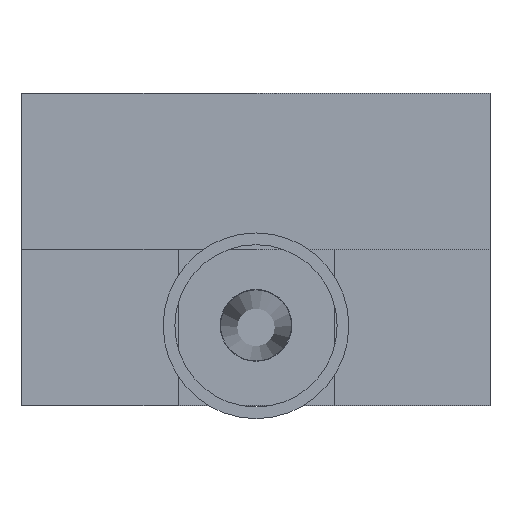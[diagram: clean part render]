
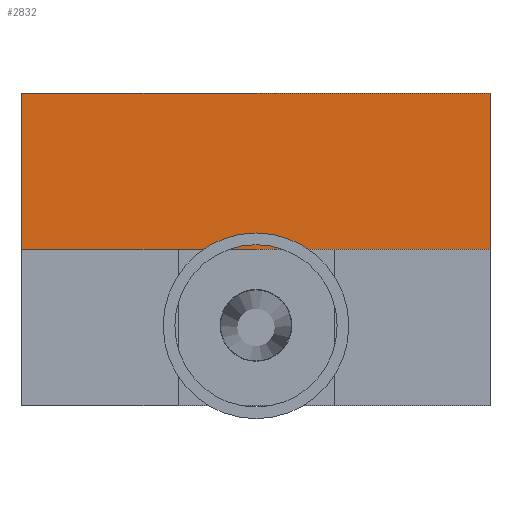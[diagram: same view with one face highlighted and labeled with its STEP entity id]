
A CAD part, top view. The second image highlights one B-rep face of the part: STEP entity #2832.
In plain terms, the highlighted planar face has unit normal (0, 0, 1).
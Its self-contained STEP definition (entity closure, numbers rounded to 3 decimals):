
#2518 = VERTEX_POINT('',#2519);
#2519 = CARTESIAN_POINT('',(-1200.,-400.,500.));
#2526 = PLANE('',#2527);
#2527 = AXIS2_PLACEMENT_3D('',#2528,#2529,#2530);
#2528 = CARTESIAN_POINT('',(-1200.,-400.,-500.));
#2529 = DIRECTION('',(1.,0.,0.));
#2530 = DIRECTION('',(0.,0.,1.));
#2538 = PLANE('',#2539);
#2539 = AXIS2_PLACEMENT_3D('',#2540,#2541,#2542);
#2540 = CARTESIAN_POINT('',(-1200.,-400.,-500.));
#2541 = DIRECTION('',(0.,1.,0.));
#2542 = DIRECTION('',(0.,0.,1.));
#2579 = VERTEX_POINT('',#2580);
#2580 = CARTESIAN_POINT('',(-1200.,400.,500.));
#2594 = PLANE('',#2595);
#2595 = AXIS2_PLACEMENT_3D('',#2596,#2597,#2598);
#2596 = CARTESIAN_POINT('',(-1200.,400.,-500.));
#2597 = DIRECTION('',(0.,1.,0.));
#2598 = DIRECTION('',(0.,0.,1.));
#2606 = EDGE_CURVE('',#2518,#2579,#2607,.T.);
#2607 = SURFACE_CURVE('',#2608,(#2612,#2619),.PCURVE_S1.);
#2608 = LINE('',#2609,#2610);
#2609 = CARTESIAN_POINT('',(-1200.,-400.,500.));
#2610 = VECTOR('',#2611,1.);
#2611 = DIRECTION('',(0.,1.,0.));
#2612 = PCURVE('',#2526,#2613);
#2613 = DEFINITIONAL_REPRESENTATION('',(#2614),#2618);
#2614 = LINE('',#2615,#2616);
#2615 = CARTESIAN_POINT('',(1000.,0.));
#2616 = VECTOR('',#2617,1.);
#2617 = DIRECTION('',(0.,-1.));
#2618 = ( GEOMETRIC_REPRESENTATION_CONTEXT(2) 
PARAMETRIC_REPRESENTATION_CONTEXT() REPRESENTATION_CONTEXT('2D SPACE',''
  ) );
#2619 = PCURVE('',#2620,#2625);
#2620 = PLANE('',#2621);
#2621 = AXIS2_PLACEMENT_3D('',#2622,#2623,#2624);
#2622 = CARTESIAN_POINT('',(-1200.,-400.,500.));
#2623 = DIRECTION('',(0.,0.,1.));
#2624 = DIRECTION('',(1.,0.,0.));
#2625 = DEFINITIONAL_REPRESENTATION('',(#2626),#2630);
#2626 = LINE('',#2627,#2628);
#2627 = CARTESIAN_POINT('',(0.,0.));
#2628 = VECTOR('',#2629,1.);
#2629 = DIRECTION('',(0.,1.));
#2630 = ( GEOMETRIC_REPRESENTATION_CONTEXT(2) 
PARAMETRIC_REPRESENTATION_CONTEXT() REPRESENTATION_CONTEXT('2D SPACE',''
  ) );
#2638 = VERTEX_POINT('',#2639);
#2639 = CARTESIAN_POINT('',(1200.,-400.,500.));
#2646 = PLANE('',#2647);
#2647 = AXIS2_PLACEMENT_3D('',#2648,#2649,#2650);
#2648 = CARTESIAN_POINT('',(1200.,-400.,-500.));
#2649 = DIRECTION('',(1.,0.,0.));
#2650 = DIRECTION('',(0.,0.,1.));
#2689 = VERTEX_POINT('',#2690);
#2690 = CARTESIAN_POINT('',(1200.,400.,500.));
#2711 = EDGE_CURVE('',#2638,#2689,#2712,.T.);
#2712 = SURFACE_CURVE('',#2713,(#2717,#2724),.PCURVE_S1.);
#2713 = LINE('',#2714,#2715);
#2714 = CARTESIAN_POINT('',(1200.,-400.,500.));
#2715 = VECTOR('',#2716,1.);
#2716 = DIRECTION('',(0.,1.,0.));
#2717 = PCURVE('',#2646,#2718);
#2718 = DEFINITIONAL_REPRESENTATION('',(#2719),#2723);
#2719 = LINE('',#2720,#2721);
#2720 = CARTESIAN_POINT('',(1000.,0.));
#2721 = VECTOR('',#2722,1.);
#2722 = DIRECTION('',(0.,-1.));
#2723 = ( GEOMETRIC_REPRESENTATION_CONTEXT(2) 
PARAMETRIC_REPRESENTATION_CONTEXT() REPRESENTATION_CONTEXT('2D SPACE',''
  ) );
#2724 = PCURVE('',#2620,#2725);
#2725 = DEFINITIONAL_REPRESENTATION('',(#2726),#2730);
#2726 = LINE('',#2727,#2728);
#2727 = CARTESIAN_POINT('',(2400.,0.));
#2728 = VECTOR('',#2729,1.);
#2729 = DIRECTION('',(0.,1.));
#2730 = ( GEOMETRIC_REPRESENTATION_CONTEXT(2) 
PARAMETRIC_REPRESENTATION_CONTEXT() REPRESENTATION_CONTEXT('2D SPACE',''
  ) );
#2757 = EDGE_CURVE('',#2518,#2638,#2758,.T.);
#2758 = SURFACE_CURVE('',#2759,(#2763,#2770),.PCURVE_S1.);
#2759 = LINE('',#2760,#2761);
#2760 = CARTESIAN_POINT('',(-1200.,-400.,500.));
#2761 = VECTOR('',#2762,1.);
#2762 = DIRECTION('',(1.,0.,0.));
#2763 = PCURVE('',#2538,#2764);
#2764 = DEFINITIONAL_REPRESENTATION('',(#2765),#2769);
#2765 = LINE('',#2766,#2767);
#2766 = CARTESIAN_POINT('',(1000.,0.));
#2767 = VECTOR('',#2768,1.);
#2768 = DIRECTION('',(0.,1.));
#2769 = ( GEOMETRIC_REPRESENTATION_CONTEXT(2) 
PARAMETRIC_REPRESENTATION_CONTEXT() REPRESENTATION_CONTEXT('2D SPACE',''
  ) );
#2770 = PCURVE('',#2620,#2771);
#2771 = DEFINITIONAL_REPRESENTATION('',(#2772),#2776);
#2772 = LINE('',#2773,#2774);
#2773 = CARTESIAN_POINT('',(0.,0.));
#2774 = VECTOR('',#2775,1.);
#2775 = DIRECTION('',(1.,0.));
#2776 = ( GEOMETRIC_REPRESENTATION_CONTEXT(2) 
PARAMETRIC_REPRESENTATION_CONTEXT() REPRESENTATION_CONTEXT('2D SPACE',''
  ) );
#2804 = EDGE_CURVE('',#2579,#2689,#2805,.T.);
#2805 = SURFACE_CURVE('',#2806,(#2810,#2817),.PCURVE_S1.);
#2806 = LINE('',#2807,#2808);
#2807 = CARTESIAN_POINT('',(-1200.,400.,500.));
#2808 = VECTOR('',#2809,1.);
#2809 = DIRECTION('',(1.,0.,0.));
#2810 = PCURVE('',#2594,#2811);
#2811 = DEFINITIONAL_REPRESENTATION('',(#2812),#2816);
#2812 = LINE('',#2813,#2814);
#2813 = CARTESIAN_POINT('',(1000.,0.));
#2814 = VECTOR('',#2815,1.);
#2815 = DIRECTION('',(0.,1.));
#2816 = ( GEOMETRIC_REPRESENTATION_CONTEXT(2) 
PARAMETRIC_REPRESENTATION_CONTEXT() REPRESENTATION_CONTEXT('2D SPACE',''
  ) );
#2817 = PCURVE('',#2620,#2818);
#2818 = DEFINITIONAL_REPRESENTATION('',(#2819),#2823);
#2819 = LINE('',#2820,#2821);
#2820 = CARTESIAN_POINT('',(0.,800.));
#2821 = VECTOR('',#2822,1.);
#2822 = DIRECTION('',(1.,0.));
#2823 = ( GEOMETRIC_REPRESENTATION_CONTEXT(2) 
PARAMETRIC_REPRESENTATION_CONTEXT() REPRESENTATION_CONTEXT('2D SPACE',''
  ) );
#2832 = ADVANCED_FACE('',(#2833),#2620,.T.);
#2833 = FACE_BOUND('',#2834,.T.);
#2834 = EDGE_LOOP('',(#2835,#2836,#2837,#2838));
#2835 = ORIENTED_EDGE('',*,*,#2606,.F.);
#2836 = ORIENTED_EDGE('',*,*,#2757,.T.);
#2837 = ORIENTED_EDGE('',*,*,#2711,.T.);
#2838 = ORIENTED_EDGE('',*,*,#2804,.F.);
